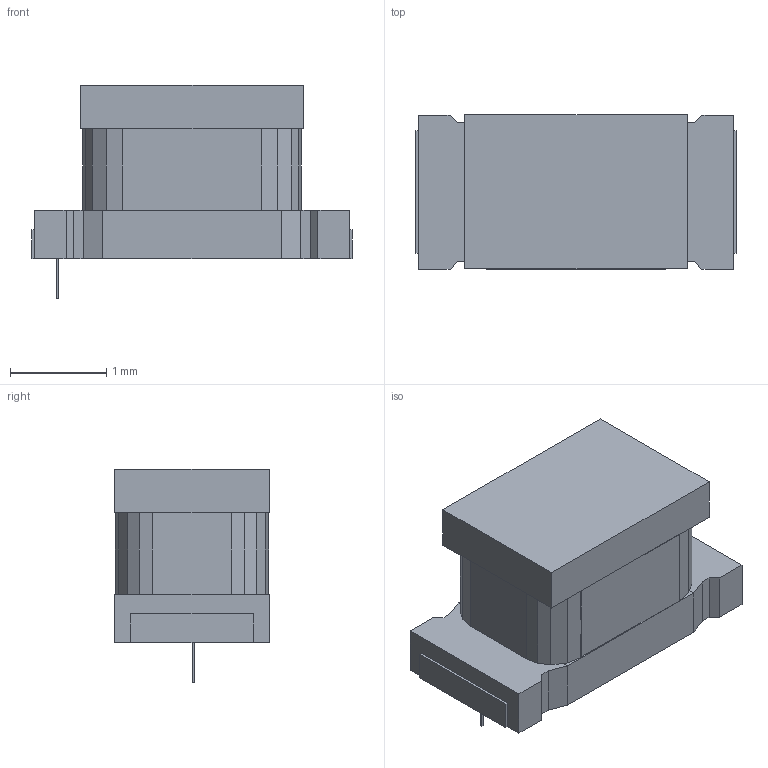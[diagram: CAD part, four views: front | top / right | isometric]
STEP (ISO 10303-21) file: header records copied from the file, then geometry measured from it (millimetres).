
FILE_DESCRIPTION (( 'STEP AP214' ), '1' );
FILE_NAME ('SW3dPS-FER1206.STEP', '2009-05-12T23:53:56', ( 'sysAdmin' ), ( 'SolidWorks' ), 'SwSTEP 2.0', 'SolidWorks 2009', '' );
FILE_SCHEMA (( 'AUTOMOTIVE_DESIGN' ));
Length unit declared in the file: millimetre
Products named in the file (15): SW3dPS-FER1206_352715472; SW3dPS-FER1206_352709840; SW3dPS-FER1206_Extruded4; SW3dPS-FER1206_Extruded3; SW3dPS-FER1206_352702928; SW3dPS-FER1206_Extruded1; SW3dPS-FER1206_Board; SW3dPS-FER1206_352706640; SW3dPS-FER1206_Extruded2; SW3dPS-FER1206_352714320; SW3dPS-FER1206_Extruded5; SW3dPS-FER1206_Extruded; SW3dPS-FER1206_352710608; SW3dPS-FER1206_Open CASCADE STEP translator 6.2 1080.2; SW3dPS-FER1206
Assembly tree (15 placements, depth 4):
  SW3dPS-FER1206
    SW3dPS-FER1206_Board
    SW3dPS-FER1206_Open CASCADE STEP translator 6.2 1080.2
      SW3dPS-FER1206_352715472
        SW3dPS-FER1206_Extruded4
      SW3dPS-FER1206_352702928
        SW3dPS-FER1206_Extruded3
      SW3dPS-FER1206_352706640  x2
        SW3dPS-FER1206_Extruded1
      SW3dPS-FER1206_352709840
        SW3dPS-FER1206_Extruded5
      SW3dPS-FER1206_352714320
        SW3dPS-FER1206_Extruded2
      SW3dPS-FER1206_352710608
        SW3dPS-FER1206_Extruded
Bounding box: 3.33 x 1.6 x 2.22 mm (x, y, z)
Volume: 7.2 mm3; surface area: 44.1 mm2
Topology: 8 solids, 8 shells, 84 faces, 204 edges, 136 vertices
Faces by surface type: plane 84
Entity records: 2784 total; most frequent: CARTESIAN_POINT 447, DIRECTION 390, ORIENTED_EDGE 384, EDGE_CURVE 192, VECTOR 184, LINE 184, VERTEX_POINT 128, AXIS2_PLACEMENT_3D 103
